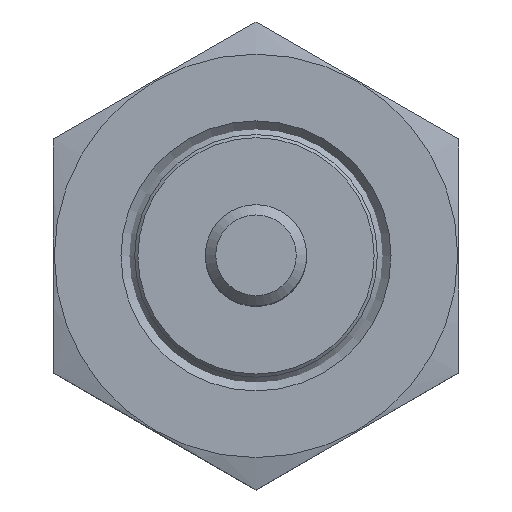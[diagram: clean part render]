
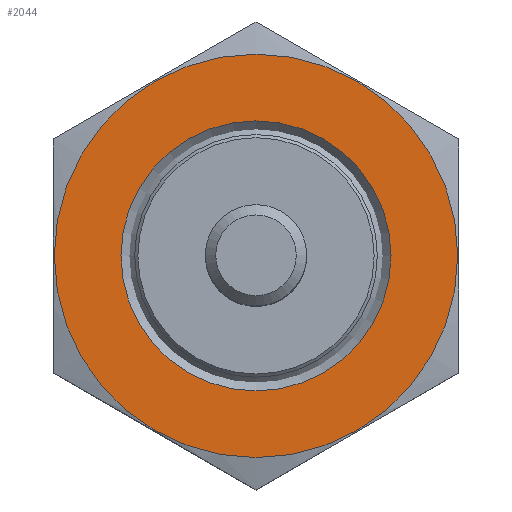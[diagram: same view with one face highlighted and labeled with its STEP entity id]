
A CAD part, top view. The second image highlights one B-rep face of the part: STEP entity #2044.
In plain terms, the highlighted face is planar.
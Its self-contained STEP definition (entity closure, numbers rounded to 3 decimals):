
#202=PLANE('',#2230);
#597=ORIENTED_EDGE('',*,*,#842,.F.);
#598=ORIENTED_EDGE('',*,*,#843,.T.);
#842=EDGE_CURVE('',#1001,#1001,#1106,.T.);
#843=EDGE_CURVE('',#1002,#1002,#1107,.T.);
#1001=VERTEX_POINT('',#3180);
#1002=VERTEX_POINT('',#3182);
#1106=CIRCLE('',#2231,11.95);
#1107=CIRCLE('',#2232,8.);
#1229=EDGE_LOOP('',(#597));
#1230=EDGE_LOOP('',(#598));
#1378=FACE_BOUND('',#1229,.T.);
#1379=FACE_BOUND('',#1230,.T.);
#2044=ADVANCED_FACE('',(#1378,#1379),#202,.F.);
#2230=AXIS2_PLACEMENT_3D('',#3178,#2623,#2624);
#2231=AXIS2_PLACEMENT_3D('',#3179,#2625,#2626);
#2232=AXIS2_PLACEMENT_3D('',#3181,#2627,#2628);
#2623=DIRECTION('',(0.,-1.,0.));
#2624=DIRECTION('',(0.,0.,-1.));
#2625=DIRECTION('',(0.,-1.,0.));
#2626=DIRECTION('',(0.,0.,-1.));
#2627=DIRECTION('',(0.,-1.,0.));
#2628=DIRECTION('',(0.,0.,-1.));
#3178=CARTESIAN_POINT('',(0.,0.,0.));
#3179=CARTESIAN_POINT('',(0.,0.,0.));
#3180=CARTESIAN_POINT('',(0.,0.,-11.95));
#3181=CARTESIAN_POINT('',(0.,0.,0.));
#3182=CARTESIAN_POINT('',(0.,0.,-8.));
